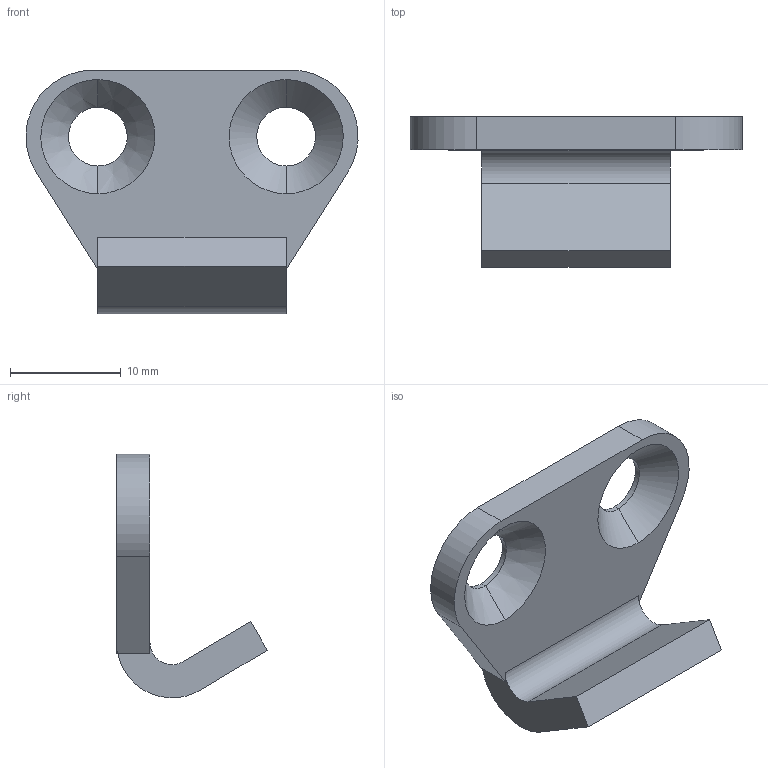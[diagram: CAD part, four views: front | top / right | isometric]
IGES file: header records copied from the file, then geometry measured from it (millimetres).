
Start section: ------------------------------------------------------------------------
Global section: file name: PC002.13132.TL-450SUS-K_11003.igs; native system: spGate; preprocessor: ver19.8.4 (****-****-****-****); author: Unknown; organization: Unknown; date: 250825.105213; units: millimetre
Bounding box: 29.98 x 13.6 x 21.99 mm (x, y, z)
Volume: 1787.3 mm3; surface area: 1675.6 mm2
Topology: 1 solids, 1 shells, 24 faces, 60 edges, 38 vertices
Faces by surface type: bspline 24
